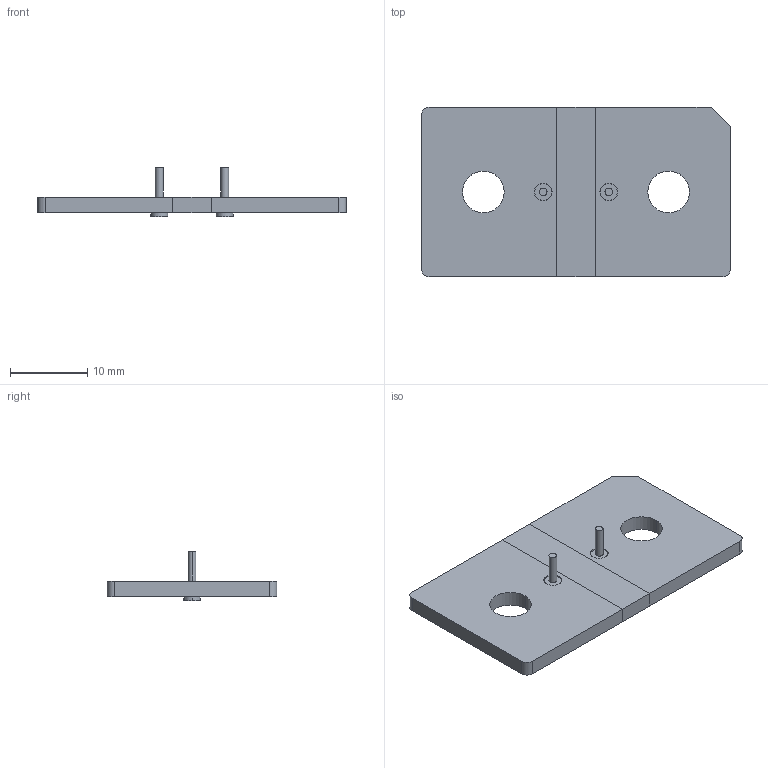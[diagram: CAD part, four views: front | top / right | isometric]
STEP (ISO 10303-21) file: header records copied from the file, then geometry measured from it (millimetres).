
FILE_DESCRIPTION(('STEP AP214'),'1');
FILE_NAME('.stp','2020-01-20T09:50:26',(' '),(' '),'Spatial InterOp 3D',' ',' ');
FILE_SCHEMA(('AUTOMOTIVE_DESIGN { 1 0 10303 214 1 1 1 1 }'));
Length unit declared in the file: metre
Products named in the file (6): 200117_HS50uΩ-4022.ｾﾝﾀｰｻｲｽﾞ; Component1; Component2; Component3; Component4; Component5
Assembly tree (5 placements, depth 2):
  200117_HS50uΩ-4022.ｾﾝﾀｰｻｲｽﾞ
    Component1
    Component2
    Component3
    Component4
    Component5
Bounding box: 40 x 22 x 6.4 mm (x, y, z)
Volume: 1669.8 mm3; surface area: 2236.4 mm2
Topology: 5 solids, 5 shells, 62 faces, 132 edges, 88 vertices
Faces by surface type: cylinder 31, plane 31
Entity records: 2378 total; most frequent: DIRECTION 330, CARTESIAN_POINT 288, ORIENTED_EDGE 264, EDGE_CURVE 132, AXIS2_PLACEMENT_3D 130, VERTEX_POINT 88, EDGE_LOOP 78, LINE 70
